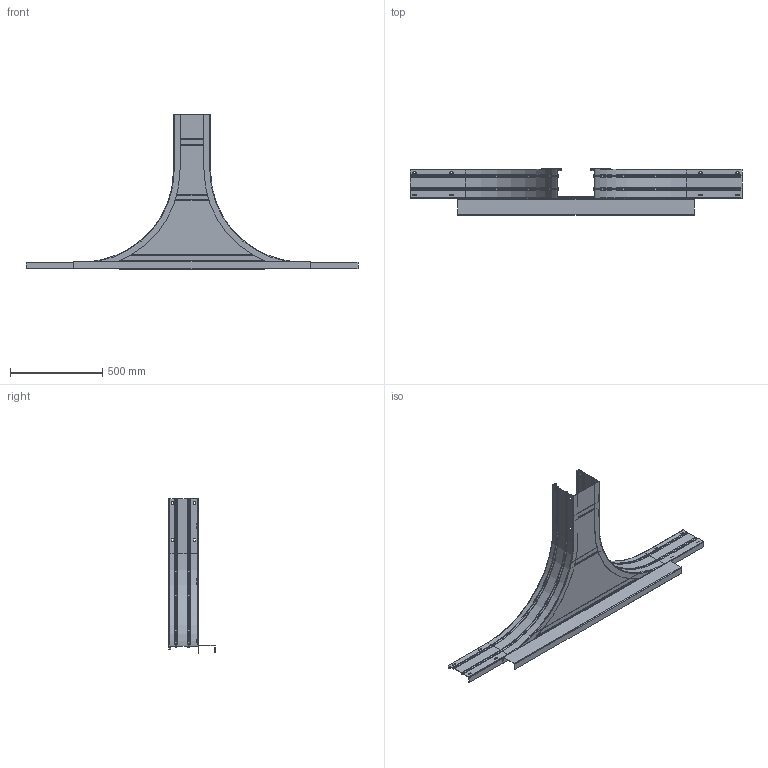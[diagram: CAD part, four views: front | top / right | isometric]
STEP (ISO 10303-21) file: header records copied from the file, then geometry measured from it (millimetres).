
FILE_DESCRIPTION((''),'2;1');
FILE_NAME('6098800_REFERENZ_ASM','2012-12-18T',('AndreasKeweloh'),(''),'PRO/ENGINEER BY PARAMETRIC TECHNOLOGY CORPORATION, 2012230','PRO/ENGINEER BY PARAMETRIC TECHNOLOGY CORPORATION, 2012230','');
FILE_SCHEMA(('CONFIG_CONTROL_DESIGN'));
Length unit declared in the file: millimetre
Products named in the file (5): 6098800_REF_BODEN; 6098800_REF_STREBE; 6098800_INNENH_L; 6098800_INNENH_R; 6098800_REFERENZ_ASM
Assembly tree (4 placements, depth 2):
  6098800_REFERENZ_ASM
    6098800_REF_BODEN
    6098800_REF_STREBE
    6098800_INNENH_L
    6098800_INNENH_R
Bounding box: 1800 x 250 x 840 mm (x, y, z)
Volume: 2210775.5 mm3; surface area: 2283904.6 mm2
Topology: 4 solids, 4 shells, 366 faces, 970 edges, 612 vertices
Faces by surface type: cylinder 188, plane 130, torus 36, bspline 12
Entity records: 11905 total; most frequent: CARTESIAN_POINT 2375, DIRECTION 2088, ORIENTED_EDGE 1940, EDGE_CURVE 970, AXIS2_PLACEMENT_3D 779, VERTEX_POINT 612, VECTOR 530, LINE 530
